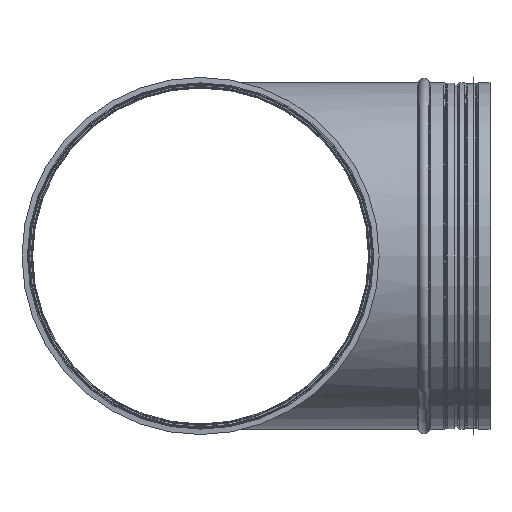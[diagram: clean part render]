
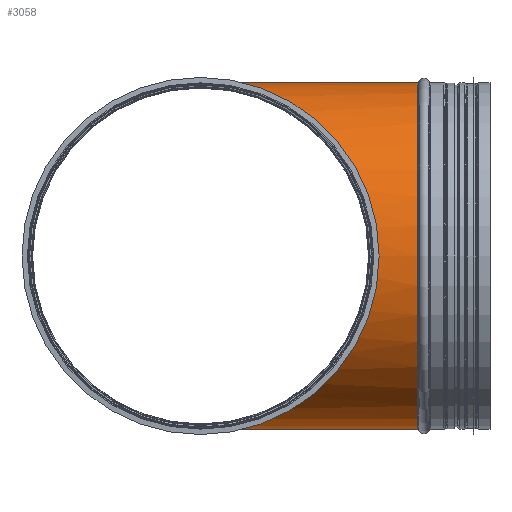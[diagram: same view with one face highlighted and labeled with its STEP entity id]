
A CAD part, front view. The second image highlights one B-rep face of the part: STEP entity #3058.
In plain terms, the highlighted cylindrical face has radius 201 mm (diameter 402 mm), a partial arc.
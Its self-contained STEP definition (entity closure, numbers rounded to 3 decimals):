
#77=B_SPLINE_CURVE_WITH_KNOTS('',3,(#6291,#6292,#6293,#6294,#6295,#6296,
#6297,#6298,#6299,#6300,#6301,#6302,#6303,#6304,#6305,#6306,#6307,#6308,
#6309,#6310,#6311,#6312,#6313,#6314,#6315,#6316,#6317,#6318,#6319,#6320,
#6321,#6322,#6323,#6324,#6325,#6326,#6327,#6328,#6329,#6330,#6331,#6332),
 .UNSPECIFIED.,.F.,.F.,(4,2,2,2,2,2,2,2,2,2,2,2,2,2,2,2,2,2,2,2,4),(173.472,
191.367,212.798,239.371,258.197,275.824,
284.005,290.333,293.637,296.177,303.17,
310.001,314.04,319.284,329.959,347.459,
364.414,396.217,418.106,428.866,439.457),
 .UNSPECIFIED.);
#78=B_SPLINE_CURVE_WITH_KNOTS('',3,(#6334,#6335,#6336,#6337,#6338,#6339,
#6340,#6341,#6342,#6343,#6344,#6345,#6346,#6347,#6348,#6349,#6350,#6351,
#6352,#6353,#6354,#6355,#6356,#6357,#6358,#6359,#6360,#6361,#6362,#6363,
#6364,#6365,#6366,#6367,#6368,#6369,#6370,#6371,#6372,#6373),
 .UNSPECIFIED.,.F.,.F.,(4,2,2,2,2,2,2,2,2,2,2,2,2,2,2,2,2,2,2,4),(0.,5.662,
11.919,19.747,25.237,30.396,35.634,
38.932,42.682,44.641,46.672,49.164,
53.104,57.121,74.961,92.613,125.501,
150.957,171.721,173.472),.UNSPECIFIED.);
#95=CYLINDRICAL_SURFACE('',#3373,201.);
#293=FACE_OUTER_BOUND('',#504,.T.);
#504=EDGE_LOOP('',(#2262,#2263,#2264,#2265,#2266));
#729=CIRCLE('',#3374,201.);
#938=LINE('',#6641,#1125);
#939=LINE('',#6644,#1126);
#1125=VECTOR('',#4112,51.172);
#1126=VECTOR('',#4115,51.172);
#1317=VERTEX_POINT('',#6289);
#1318=VERTEX_POINT('',#6290);
#1319=VERTEX_POINT('',#6333);
#1323=VERTEX_POINT('',#6640);
#1324=VERTEX_POINT('',#6642);
#1638=EDGE_CURVE('',#1317,#1318,#77,.T.);
#1639=EDGE_CURVE('',#1319,#1317,#78,.T.);
#1644=EDGE_CURVE('',#1318,#1323,#938,.T.);
#1645=EDGE_CURVE('',#1324,#1323,#729,.T.);
#1646=EDGE_CURVE('',#1319,#1324,#939,.T.);
#2262=ORIENTED_EDGE('',*,*,#1639,.T.);
#2263=ORIENTED_EDGE('',*,*,#1638,.T.);
#2264=ORIENTED_EDGE('',*,*,#1644,.T.);
#2265=ORIENTED_EDGE('',*,*,#1645,.F.);
#2266=ORIENTED_EDGE('',*,*,#1646,.F.);
#3058=ADVANCED_FACE('',(#293),#95,.T.);
#3373=AXIS2_PLACEMENT_3D('',#6639,#4110,#4111);
#3374=AXIS2_PLACEMENT_3D('',#6643,#4113,#4114);
#4110=DIRECTION('center_axis',(0.,-1.,0.));
#4111=DIRECTION('ref_axis',(-1.,0.,0.));
#4112=DIRECTION('',(0.,-1.,0.));
#4113=DIRECTION('center_axis',(0.,-1.,0.));
#4114=DIRECTION('ref_axis',(-1.,0.,0.));
#4115=DIRECTION('',(0.,-1.,0.));
#6289=CARTESIAN_POINT('',(201.,135.,0.));
#6290=CARTESIAN_POINT('',(-201.,135.,0.351));
#6291=CARTESIAN_POINT('Ctrl Pts',(201.,135.,0.));
#6292=CARTESIAN_POINT('Ctrl Pts',(201.,135.,17.071));
#6293=CARTESIAN_POINT('Ctrl Pts',(198.826,137.163,33.854));
#6294=CARTESIAN_POINT('Ctrl Pts',(189.732,146.21,69.283));
#6295=CARTESIAN_POINT('Ctrl Pts',(182.14,153.763,86.962));
#6296=CARTESIAN_POINT('Ctrl Pts',(161.144,174.63,122.273));
#6297=CARTESIAN_POINT('Ctrl Pts',(146.897,188.782,138.714));
#6298=CARTESIAN_POINT('Ctrl Pts',(120.428,214.979,161.581));
#6299=CARTESIAN_POINT('Ctrl Pts',(108.756,226.508,169.594));
#6300=CARTESIAN_POINT('Ctrl Pts',(85.418,249.398,182.402));
#6301=CARTESIAN_POINT('Ctrl Pts',(73.715,260.825,187.415));
#6302=CARTESIAN_POINT('Ctrl Pts',(56.243,277.471,193.059));
#6303=CARTESIAN_POINT('Ctrl Pts',(50.63,282.758,194.606));
#6304=CARTESIAN_POINT('Ctrl Pts',(40.568,291.955,196.915));
#6305=CARTESIAN_POINT('Ctrl Pts',(36.067,295.977,197.79));
#6306=CARTESIAN_POINT('Ctrl Pts',(29.221,301.743,198.879));
#6307=CARTESIAN_POINT('Ctrl Pts',(26.79,303.725,199.222));
#6308=CARTESIAN_POINT('Ctrl Pts',(22.483,307.03,199.747));
#6309=CARTESIAN_POINT('Ctrl Pts',(20.53,308.459,199.959));
#6310=CARTESIAN_POINT('Ctrl Pts',(13.159,313.407,200.642));
#6311=CARTESIAN_POINT('Ctrl Pts',(9.031,315.275,200.828));
#6312=CARTESIAN_POINT('Ctrl Pts',(2.021,317.049,201.02));
#6313=CARTESIAN_POINT('Ctrl Pts',(-0.836,316.987,201.011));
#6314=CARTESIAN_POINT('Ctrl Pts',(-4.436,316.456,200.955));
#6315=CARTESIAN_POINT('Ctrl Pts',(-5.748,316.138,200.922));
#6316=CARTESIAN_POINT('Ctrl Pts',(-8.705,315.191,200.818));
#6317=CARTESIAN_POINT('Ctrl Pts',(-10.336,314.498,200.74));
#6318=CARTESIAN_POINT('Ctrl Pts',(-15.098,312.126,200.458));
#6319=CARTESIAN_POINT('Ctrl Pts',(-19.302,309.537,200.162));
#6320=CARTESIAN_POINT('Ctrl Pts',(-35.121,297.209,198.155));
#6321=CARTESIAN_POINT('Ctrl Pts',(-47.751,285.566,195.819));
#6322=CARTESIAN_POINT('Ctrl Pts',(-75.804,258.83,186.723));
#6323=CARTESIAN_POINT('Ctrl Pts',(-89.315,245.596,180.69));
#6324=CARTESIAN_POINT('Ctrl Pts',(-126.467,209.082,158.743));
#6325=CARTESIAN_POINT('Ctrl Pts',(-147.258,188.419,139.642));
#6326=CARTESIAN_POINT('Ctrl Pts',(-174.739,161.122,101.186));
#6327=CARTESIAN_POINT('Ctrl Pts',(-184.211,151.702,83.166));
#6328=CARTESIAN_POINT('Ctrl Pts',(-194.126,141.84,53.149));
#6329=CARTESIAN_POINT('Ctrl Pts',(-196.676,139.303,42.846));
#6330=CARTESIAN_POINT('Ctrl Pts',(-200.102,135.894,21.743));
#6331=CARTESIAN_POINT('Ctrl Pts',(-200.981,135.019,11.09));
#6332=CARTESIAN_POINT('Ctrl Pts',(-201.,135.,0.351));
#6333=CARTESIAN_POINT('',(-201.,135.,0.));
#6334=CARTESIAN_POINT('Ctrl Pts',(-201.,135.,0.));
#6335=CARTESIAN_POINT('Ctrl Pts',(-201.,135.,-18.875));
#6336=CARTESIAN_POINT('Ctrl Pts',(-198.344,137.643,-37.322));
#6337=CARTESIAN_POINT('Ctrl Pts',(-187.872,148.061,-74.234));
#6338=CARTESIAN_POINT('Ctrl Pts',(-179.734,156.156,-91.857));
#6339=CARTESIAN_POINT('Ctrl Pts',(-157.509,178.24,-126.987));
#6340=CARTESIAN_POINT('Ctrl Pts',(-142.532,193.114,-143.242));
#6341=CARTESIAN_POINT('Ctrl Pts',(-115.011,220.329,-165.488));
#6342=CARTESIAN_POINT('Ctrl Pts',(-102.996,232.183,-173.162));
#6343=CARTESIAN_POINT('Ctrl Pts',(-78.982,255.67,-185.291));
#6344=CARTESIAN_POINT('Ctrl Pts',(-66.904,267.426,-189.965));
#6345=CARTESIAN_POINT('Ctrl Pts',(-42.22,290.633,-196.94));
#6346=CARTESIAN_POINT('Ctrl Pts',(-31.136,300.623,-198.773));
#6347=CARTESIAN_POINT('Ctrl Pts',(-16.727,311.251,-200.381));
#6348=CARTESIAN_POINT('Ctrl Pts',(-12.852,313.386,-200.611));
#6349=CARTESIAN_POINT('Ctrl Pts',(-6.413,316.139,-200.927));
#6350=CARTESIAN_POINT('Ctrl Pts',(-3.528,316.741,-200.985));
#6351=CARTESIAN_POINT('Ctrl Pts',(0.359,316.921,-201.004));
#6352=CARTESIAN_POINT('Ctrl Pts',(1.677,316.853,-200.997));
#6353=CARTESIAN_POINT('Ctrl Pts',(4.363,316.471,-200.957));
#6354=CARTESIAN_POINT('Ctrl Pts',(5.698,316.155,-200.924));
#6355=CARTESIAN_POINT('Ctrl Pts',(8.643,315.215,-200.821));
#6356=CARTESIAN_POINT('Ctrl Pts',(10.228,314.544,-200.745));
#6357=CARTESIAN_POINT('Ctrl Pts',(14.157,312.603,-200.515));
#6358=CARTESIAN_POINT('Ctrl Pts',(16.521,311.158,-200.332));
#6359=CARTESIAN_POINT('Ctrl Pts',(21.013,308.126,-199.912));
#6360=CARTESIAN_POINT('Ctrl Pts',(23.276,306.444,-199.66));
#6361=CARTESIAN_POINT('Ctrl Pts',(34.971,297.311,-198.168));
#6362=CARTESIAN_POINT('Ctrl Pts',(47.106,286.154,-195.927));
#6363=CARTESIAN_POINT('Ctrl Pts',(74.281,260.305,-187.308));
#6364=CARTESIAN_POINT('Ctrl Pts',(87.524,247.347,-181.534));
#6365=CARTESIAN_POINT('Ctrl Pts',(123.84,211.68,-160.648));
#6366=CARTESIAN_POINT('Ctrl Pts',(144.316,191.337,-142.516));
#6367=CARTESIAN_POINT('Ctrl Pts',(173.267,162.587,-104.025));
#6368=CARTESIAN_POINT('Ctrl Pts',(183.908,152.004,-84.396));
#6369=CARTESIAN_POINT('Ctrl Pts',(197.015,138.965,-44.135));
#6370=CARTESIAN_POINT('Ctrl Pts',(200.441,135.556,-24.89));
#6371=CARTESIAN_POINT('Ctrl Pts',(200.979,135.021,-3.344));
#6372=CARTESIAN_POINT('Ctrl Pts',(201.,135.,-1.671));
#6373=CARTESIAN_POINT('Ctrl Pts',(201.,135.,0.));
#6639=CARTESIAN_POINT('Origin',(0.,162.993,0.));
#6640=CARTESIAN_POINT('',(-201.,83.828,0.351));
#6641=CARTESIAN_POINT('',(-201.,336.,0.351));
#6642=CARTESIAN_POINT('',(-201.,83.828,0.));
#6643=CARTESIAN_POINT('Origin',(0.,83.828,0.));
#6644=CARTESIAN_POINT('',(-201.,336.,0.));
